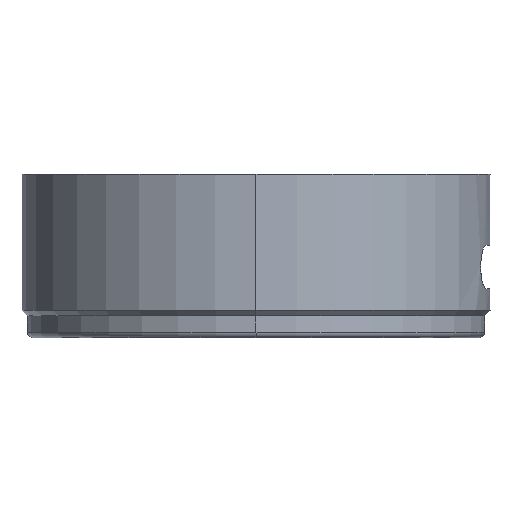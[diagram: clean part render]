
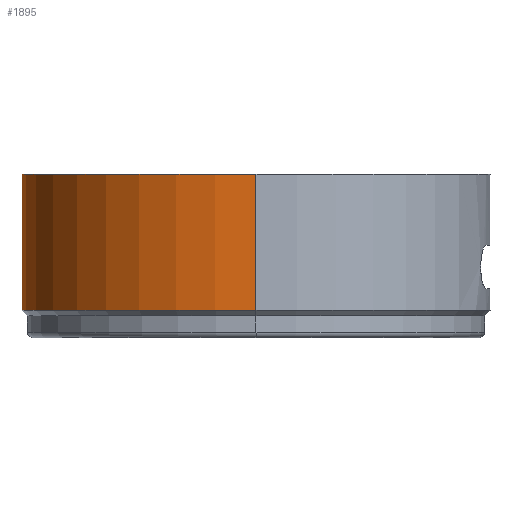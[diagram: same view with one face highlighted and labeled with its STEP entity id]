
A CAD part, left-side view. The second image highlights one B-rep face of the part: STEP entity #1895.
In plain terms, the highlighted cylindrical face has radius 21.5 mm (diameter 43 mm), a partial arc.
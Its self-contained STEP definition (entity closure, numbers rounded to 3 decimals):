
#15 = DIRECTION ( 'NONE',  ( 1., 0., 0. ) ) ;
#41 = CARTESIAN_POINT ( 'NONE',  ( 21.5, 0., -5.5 ) ) ;
#76 = CARTESIAN_POINT ( 'NONE',  ( 21.5, 0.163, -0.5 ) ) ;
#119 = CARTESIAN_POINT ( 'NONE',  ( 21.354, 2.5, -3. ) ) ;
#137 = AXIS2_PLACEMENT_3D ( 'NONE', #144, #1203, #15 ) ;
#144 = CARTESIAN_POINT ( 'NONE',  ( 0., 0., -10. ) ) ;
#159 = DIRECTION ( 'NONE',  ( 1., 0., 0. ) ) ;
#174 = CARTESIAN_POINT ( 'NONE',  ( 21.363, 2.42, -3.649 ) ) ;
#181 = DIRECTION ( 'NONE',  ( 0., 0., 1. ) ) ;
#183 = EDGE_CURVE ( 'NONE', #836, #827, #1992, .T. ) ;
#226 = VECTOR ( 'NONE', #1557, 1000. ) ;
#230 = CARTESIAN_POINT ( 'NONE',  ( 21.491, 0.65, -0.58 ) ) ;
#243 = CARTESIAN_POINT ( 'NONE',  ( 21.5, 0., -0.5 ) ) ;
#268 = CARTESIAN_POINT ( 'NONE',  ( 21.382, 2.247, -1.892 ) ) ;
#271 = ORIENTED_EDGE ( 'NONE', *, *, #408, .F. ) ;
#279 = CARTESIAN_POINT ( 'NONE',  ( 21.464, 1.254, -0.831 ) ) ;
#301 = LINE ( 'NONE', #810, #226 ) ;
#319 = CARTESIAN_POINT ( 'NONE',  ( 21.382, 2.247, -4.107 ) ) ;
#400 = CARTESIAN_POINT ( 'NONE',  ( -21.5, 0., -10.5 ) ) ;
#408 = EDGE_CURVE ( 'NONE', #836, #855, #301, .T. ) ;
#431 = CARTESIAN_POINT ( 'NONE',  ( 21.472, 1.108, -0.753 ) ) ;
#443 = CARTESIAN_POINT ( 'NONE',  ( 21.354, 2.5, -2.837 ) ) ;
#465 = ORIENTED_EDGE ( 'NONE', *, *, #183, .T. ) ;
#484 = CYLINDRICAL_SURFACE ( 'NONE', #137, 21.5 ) ;
#494 = AXIS2_PLACEMENT_3D ( 'NONE', #1410, #1796, #159 ) ;
#497 = LINE ( 'NONE', #1056, #2111 ) ;
#498 = FACE_OUTER_BOUND ( 'NONE', #572, .T. ) ;
#529 = CARTESIAN_POINT ( 'NONE',  ( 21.491, 0.648, -5.42 ) ) ;
#572 = EDGE_LOOP ( 'NONE', ( #465, #2296, #844, #2102, #1756, #1889, #271 ) ) ;
#611 = CARTESIAN_POINT ( 'NONE',  ( 21.369, 2.372, -2.195 ) ) ;
#640 = CARTESIAN_POINT ( 'NONE',  ( 21.354, 2.5, -3. ) ) ;
#798 = CARTESIAN_POINT ( 'NONE',  ( 21.363, 2.42, -2.35 ) ) ;
#801 = B_SPLINE_CURVE_WITH_KNOTS ( 'NONE', 3,
 ( #119, #443, #1839, #798, #611, #268, #1519, #1119, #1827, #2225, #1491, #279, #431, #1154, #230, #811, #76, #243 ),
 .UNSPECIFIED., .F., .F.,
 ( 4, 2, 2, 2, 2, 2, 2, 2, 4 ),
 ( 0.004, 0.004, 0.005, 0.005, 0.006, 0.006, 0.007, 0.007, 0.008 ),
 .UNSPECIFIED. ) ;
#810 = CARTESIAN_POINT ( 'NONE',  ( 21.5, 0., -10. ) ) ;
#811 = CARTESIAN_POINT ( 'NONE',  ( 21.498, 0.329, -0.516 ) ) ;
#827 = VERTEX_POINT ( 'NONE', #400 ) ;
#836 = VERTEX_POINT ( 'NONE', #1841 ) ;
#844 = ORIENTED_EDGE ( 'NONE', *, *, #1026, .F. ) ;
#853 = DIRECTION ( 'NONE',  ( 1., 0., 0. ) ) ;
#855 = VERTEX_POINT ( 'NONE', #41 ) ;
#887 = CARTESIAN_POINT ( 'NONE',  ( 21.5, 0.165, -5.5 ) ) ;
#994 = CARTESIAN_POINT ( 'NONE',  ( 21.5, 0., 2. ) ) ;
#1021 = DIRECTION ( 'NONE',  ( 0., 0., 1. ) ) ;
#1022 = CARTESIAN_POINT ( 'NONE',  ( 21.464, 1.253, -5.169 ) ) ;
#1026 = EDGE_CURVE ( 'NONE', #1239, #1902, #1506, .T. ) ;
#1035 = CARTESIAN_POINT ( 'NONE',  ( 21.354, 2.5, -3. ) ) ;
#1056 = CARTESIAN_POINT ( 'NONE',  ( -21.5, 0., -10. ) ) ;
#1057 = CARTESIAN_POINT ( 'NONE',  ( 21.5, 0., -5.5 ) ) ;
#1067 = EDGE_CURVE ( 'NONE', #827, #1902, #497, .T. ) ;
#1113 = LINE ( 'NONE', #1438, #1678 ) ;
#1119 = CARTESIAN_POINT ( 'NONE',  ( 21.408, 1.988, -1.475 ) ) ;
#1154 = CARTESIAN_POINT ( 'NONE',  ( 21.485, 0.805, -0.628 ) ) ;
#1176 = EDGE_CURVE ( 'NONE', #1595, #1239, #1113, .T. ) ;
#1203 = DIRECTION ( 'NONE',  ( 0., 0., 1. ) ) ;
#1214 = CARTESIAN_POINT ( 'NONE',  ( 21.485, 0.807, -5.372 ) ) ;
#1222 = VERTEX_POINT ( 'NONE', #640 ) ;
#1239 = VERTEX_POINT ( 'NONE', #994 ) ;
#1283 = DIRECTION ( 'NONE',  ( 0., 0., 1. ) ) ;
#1322 = CARTESIAN_POINT ( 'NONE',  ( 21.5, 0., -0.5 ) ) ;
#1370 = CARTESIAN_POINT ( 'NONE',  ( 21.369, 2.372, -3.806 ) ) ;
#1382 = CARTESIAN_POINT ( 'NONE',  ( 21.39, 2.17, -4.253 ) ) ;
#1393 = CARTESIAN_POINT ( 'NONE',  ( 0., 0., 2. ) ) ;
#1403 = CARTESIAN_POINT ( 'NONE',  ( 21.446, 1.525, -4.988 ) ) ;
#1410 = CARTESIAN_POINT ( 'NONE',  ( 0., 0., -10.5 ) ) ;
#1414 = CARTESIAN_POINT ( 'NONE',  ( 21.498, 0.328, -5.484 ) ) ;
#1438 = CARTESIAN_POINT ( 'NONE',  ( 21.5, 0., -10. ) ) ;
#1491 = CARTESIAN_POINT ( 'NONE',  ( 21.446, 1.525, -1.012 ) ) ;
#1506 = CIRCLE ( 'NONE', #1705, 21.5 ) ;
#1519 = CARTESIAN_POINT ( 'NONE',  ( 21.391, 2.169, -1.746 ) ) ;
#1557 = DIRECTION ( 'NONE',  ( 0., 0., 1. ) ) ;
#1575 = CARTESIAN_POINT ( 'NONE',  ( 21.356, 2.484, -3.326 ) ) ;
#1586 = CARTESIAN_POINT ( 'NONE',  ( -21.5, 0., 2. ) ) ;
#1595 = VERTEX_POINT ( 'NONE', #1322 ) ;
#1619 = EDGE_CURVE ( 'NONE', #1222, #1595, #801, .T. ) ;
#1678 = VECTOR ( 'NONE', #1283, 1000. ) ;
#1705 = AXIS2_PLACEMENT_3D ( 'NONE', #1393, #1021, #853 ) ;
#1748 = CARTESIAN_POINT ( 'NONE',  ( 21.437, 1.653, -4.882 ) ) ;
#1756 = ORIENTED_EDGE ( 'NONE', *, *, #1619, .F. ) ;
#1769 = CARTESIAN_POINT ( 'NONE',  ( 21.418, 1.884, -4.652 ) ) ;
#1796 = DIRECTION ( 'NONE',  ( 0., 0., 1. ) ) ;
#1827 = CARTESIAN_POINT ( 'NONE',  ( 21.418, 1.884, -1.349 ) ) ;
#1839 = CARTESIAN_POINT ( 'NONE',  ( 21.356, 2.484, -2.671 ) ) ;
#1841 = CARTESIAN_POINT ( 'NONE',  ( 21.5, 0., -10.5 ) ) ;
#1889 = ORIENTED_EDGE ( 'NONE', *, *, #1972, .F. ) ;
#1895 = ADVANCED_FACE ( 'NONE', ( #498 ), #484, .T. ) ;
#1902 = VERTEX_POINT ( 'NONE', #1586 ) ;
#1922 = CARTESIAN_POINT ( 'NONE',  ( 21.472, 1.109, -5.246 ) ) ;
#1972 = EDGE_CURVE ( 'NONE', #855, #1222, #2077, .T. ) ;
#1992 = CIRCLE ( 'NONE', #494, 21.5 ) ;
#2077 = B_SPLINE_CURVE_WITH_KNOTS ( 'NONE', 3,
 ( #1057, #887, #1414, #529, #1214, #1922, #1022, #1403, #1748, #1769, #2271, #1382, #319, #1370, #174, #1575, #2086, #1035 ),
 .UNSPECIFIED., .F., .F.,
 ( 4, 2, 2, 2, 2, 2, 2, 2, 4 ),
 ( 0., 0., 0.001, 0.001, 0.002, 0.002, 0.003, 0.003, 0.004 ),
 .UNSPECIFIED. ) ;
#2086 = CARTESIAN_POINT ( 'NONE',  ( 21.354, 2.5, -3.163 ) ) ;
#2102 = ORIENTED_EDGE ( 'NONE', *, *, #1176, .F. ) ;
#2111 = VECTOR ( 'NONE', #181, 1000. ) ;
#2225 = CARTESIAN_POINT ( 'NONE',  ( 21.437, 1.651, -1.116 ) ) ;
#2271 = CARTESIAN_POINT ( 'NONE',  ( 21.408, 1.987, -4.526 ) ) ;
#2296 = ORIENTED_EDGE ( 'NONE', *, *, #1067, .T. ) ;
